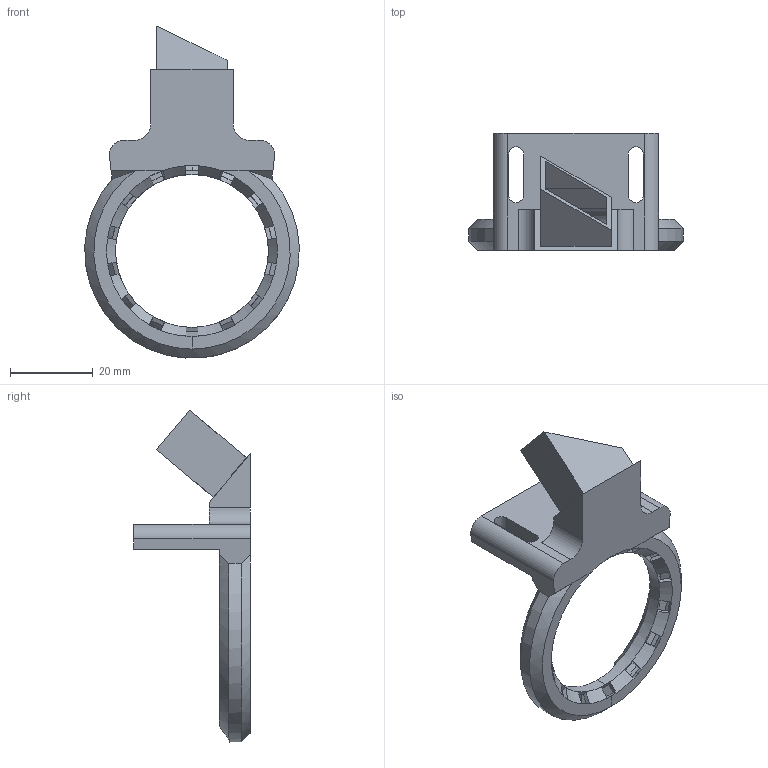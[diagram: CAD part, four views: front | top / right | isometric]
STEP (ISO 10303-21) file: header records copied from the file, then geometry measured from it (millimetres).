
FILE_DESCRIPTION (( 'STEP AP203' ), '1' );
FILE_NAME ('BMG_Layer_Fan_v6.STEP', '2020-11-09T19:11:38', ( '' ), ( '' ), 'SwSTEP 2.0', 'SolidWorks 2018', '' );
FILE_SCHEMA (( 'CONFIG_CONTROL_DESIGN' ));
Length unit declared in the file: millimetre
Products named in the file (1): BMG_Layer_Fan_v6
Bounding box: 51.95 x 28.31 x 80.43 mm (x, y, z)
Volume: 10263.2 mm3; surface area: 10805.3 mm2
Topology: 1 solids, 1 shells, 211 faces, 699 edges, 460 vertices
Faces by surface type: plane 117, cone 76, cylinder 16, bspline 2
Entity records: 8066 total; most frequent: CARTESIAN_POINT 2542, ORIENTED_EDGE 1398, DIRECTION 884, EDGE_CURVE 699, VERTEX_POINT 460, AXIS2_PLACEMENT_3D 343, B_SPLINE_CURVE_WITH_KNOTS 274, EDGE_LOOP 217
